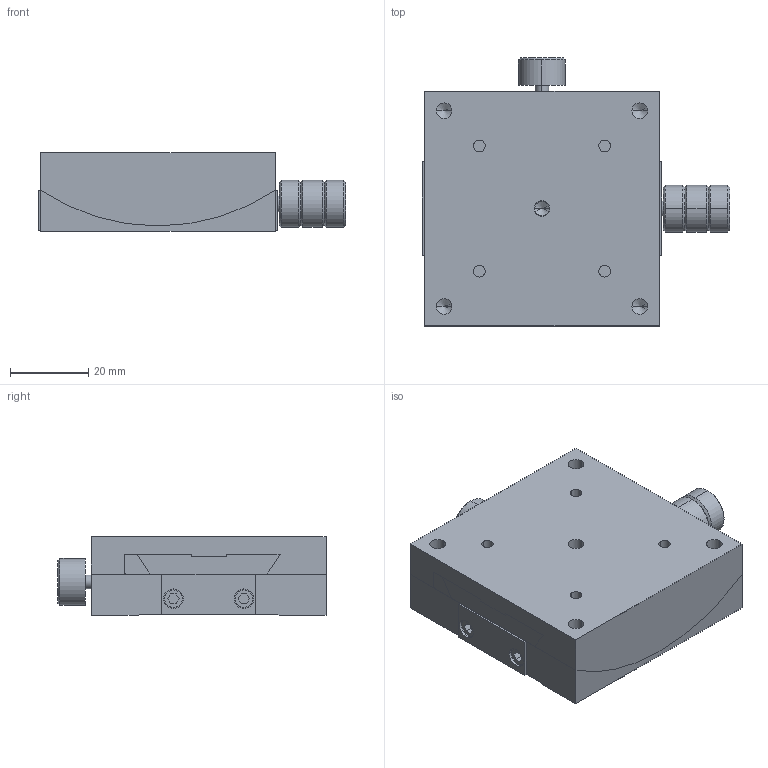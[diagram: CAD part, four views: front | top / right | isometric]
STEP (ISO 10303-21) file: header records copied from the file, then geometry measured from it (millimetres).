
FILE_DESCRIPTION (( 'STEP AP203' ), '1' );
FILE_NAME ('6-35-.STEP', '2008-08-02T08:08:18', ( 'user' ), ( '' ), 'SwSTEP 2.0', 'SolidWorks 2007', '' );
FILE_SCHEMA (( 'CONFIG_CONTROL_DESIGN' ));
Length unit declared in the file: millimetre
Products named in the file (1): 6-35-
Bounding box: 78.6 x 68.5 x 20 mm (x, y, z)
Volume: 72986.2 mm3; surface area: 35012.8 mm2
Topology: 12 solids, 12 shells, 585 faces, 1514 edges, 992 vertices
Faces by surface type: plane 309, cylinder 125, bspline 123, cone 28
Entity records: 24707 total; most frequent: CARTESIAN_POINT 10969, ORIENTED_EDGE 3004, DIRECTION 2426, EDGE_CURVE 1502, VERTEX_POINT 992, VECTOR 988, LINE 988, AXIS2_PLACEMENT_3D 719
